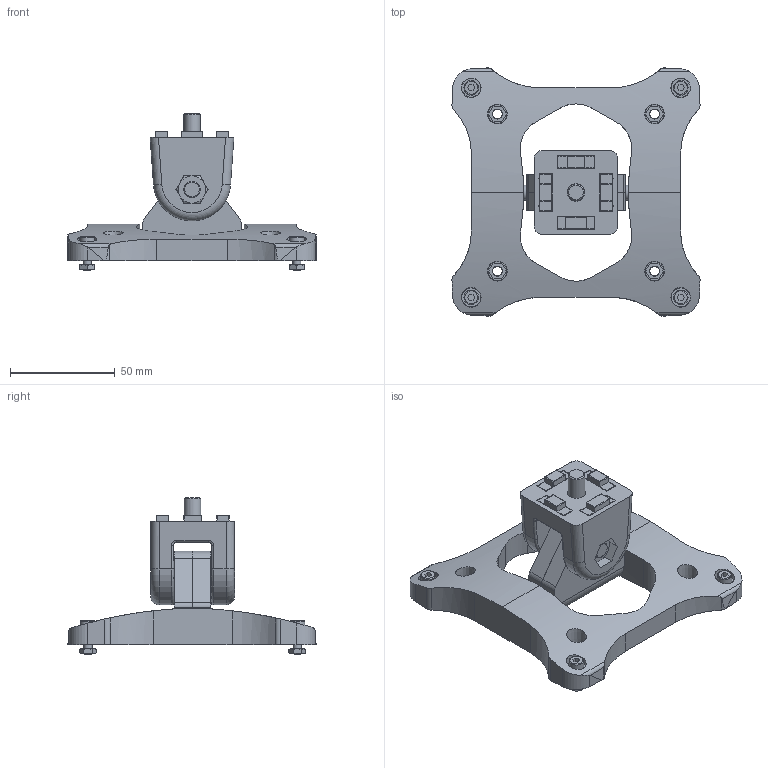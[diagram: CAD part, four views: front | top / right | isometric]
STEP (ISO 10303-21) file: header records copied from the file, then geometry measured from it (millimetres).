
FILE_DESCRIPTION(/* description */ ('STEP AP214'),/* implementation_level */ '2;1');
FILE_NAME(/* name */ '061SM7510040',/* time_stamp */ '2023-04-26T17:59:14+02:00',/* author */ ('License CC BY-ND 4.0'),/* organization */ ('CADENAS'),/* preprocessor_version */ 'ST-DEVELOPER v19.3',/* originating_system */ 'PARTsolutions',/* authorisation */ ' ');
FILE_SCHEMA (('PROCESS_PLANNING_SCHEMA','AUTOMOTIVE_DESIGN {1 0 10303 214 3 1 1}'));
Products named in the file (11): 061SM7510040; 061SM7510040nut1; 061SM7510040arcp1; 061SM7510040washer2; 061SM7510040m82; 061SM7510040nut2; 061SM7510040m8; 061SM7510040arcp2; 061SM7510040washer; 061SM7510040bolt; 061SM7510040bracket
Assembly tree (23 placements, depth 2):
  061SM7510040
    061SM7510040nut1  x4
    061SM7510040arcp1  x4
    061SM7510040washer2  x2
    061SM7510040m82
    061SM7510040nut2
    061SM7510040m8
    061SM7510040arcp2
    061SM7510040washer  x4
    061SM7510040bolt  x4
    061SM7510040bracket
Bounding box: 118.4 x 118.43 x 74.8 mm (x, y, z)
Volume: 111033.3 mm3; surface area: 81859.2 mm2
Topology: 23 solids, 25 shells, 2081 faces, 5509 edges, 3587 vertices
Faces by surface type: plane 967, cylinder 863, cone 217, torus 33, sphere 1
Full cylindrical faces by diameter (mm): 3.242 x4, 4 x4, 4.3 x4, 6.6 x2, 6.647 x1, 7 x4, 7.2 x2, 8 x2, 8.4 x2, 8.5 x2, 9 x4, 14 x2, 15 x2, 15.2 x1
Entity records: 63948 total; most frequent: CARTESIAN_POINT 10957, ORIENTED_EDGE 9002, DIRECTION 8885, EDGE_CURVE 4501, AXIS2_PLACEMENT_3D 3149, VERTEX_POINT 3000, LINE 2587, VECTOR 2587
